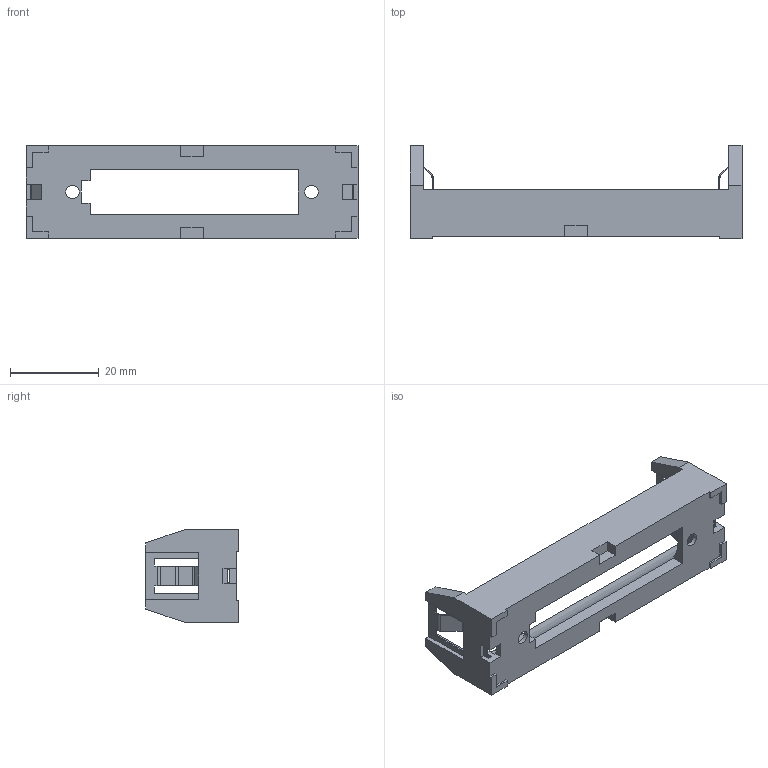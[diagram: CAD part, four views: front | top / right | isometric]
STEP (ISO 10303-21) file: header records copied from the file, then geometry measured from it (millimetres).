
FILE_DESCRIPTION(/* description */ (''),/* implementation_level */ '2;1');
FILE_NAME(/* name */ 'cellHolder v1.step',/* time_stamp */ '2024-06-26T19:22:28+05:30',/* author */ (''),/* organization */ (''),/* preprocessor_version */ 'ST-DEVELOPER v20',/* originating_system */ 'Autodesk Translation Framework v13.14.0.145',/* authorisation */ '');
FILE_SCHEMA (('AUTOMOTIVE_DESIGN { 1 0 10303 214 3 1 1 }'));
Length unit declared in the file: millimetre
Products named in the file (1): cellHolder
Bounding box: 75 x 21 x 21 mm (x, y, z)
Volume: 6488.7 mm3; surface area: 7240.9 mm2
Topology: 3 solids, 3 shells, 174 faces, 466 edges, 295 vertices
Faces by surface type: plane 157, cylinder 17
Full cylindrical faces by diameter (mm): 3 x2, 5.5 x1
Entity records: 5426 total; most frequent: CARTESIAN_POINT 1000, ORIENTED_EDGE 932, DIRECTION 854, EDGE_CURVE 466, LINE 422, VECTOR 422, VERTEX_POINT 295, AXIS2_PLACEMENT_3D 216
